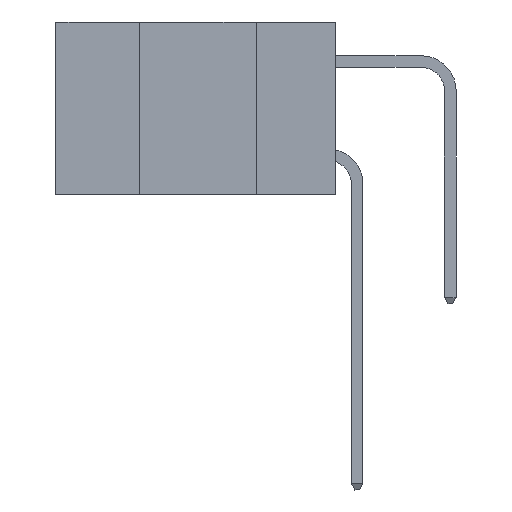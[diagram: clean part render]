
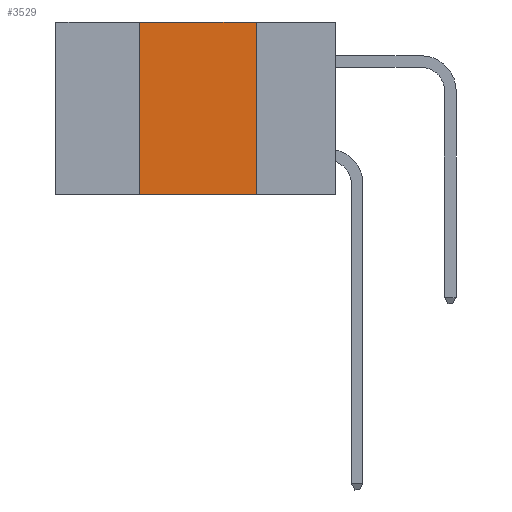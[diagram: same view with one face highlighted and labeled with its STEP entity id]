
A CAD part, left-side view. The second image highlights one B-rep face of the part: STEP entity #3529.
In plain terms, the highlighted planar face has unit normal (-1, 0, 0).
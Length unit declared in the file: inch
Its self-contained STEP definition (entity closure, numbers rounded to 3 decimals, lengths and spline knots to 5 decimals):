
#436 = LINE ( 'NONE', #13961, #7622 ) ;
#1101 = DIRECTION ( 'NONE',  ( 1., 0., 0. ) ) ;
#1229 = CARTESIAN_POINT ( 'NONE',  ( 0., 0.42, -0.37 ) ) ;
#2743 = DIRECTION ( 'NONE',  ( 0., 0., -1. ) ) ;
#2988 = AXIS2_PLACEMENT_3D ( 'NONE', #16392, #1101, #2743 ) ;
#3529 = ADVANCED_FACE ( 'NONE', ( #10631 ), #18297, .F. ) ;
#3579 = EDGE_LOOP ( 'NONE', ( #4357, #8249, #5013, #19943 ) ) ;
#4357 = ORIENTED_EDGE ( 'NONE', *, *, #7665, .F. ) ;
#4679 = EDGE_CURVE ( 'NONE', #16173, #8789, #5800, .T. ) ;
#5013 = ORIENTED_EDGE ( 'NONE', *, *, #4679, .F. ) ;
#5056 = CARTESIAN_POINT ( 'NONE',  ( 0., 0.17, 0. ) ) ;
#5264 = VECTOR ( 'NONE', #11439, 39.37008 ) ;
#5800 = LINE ( 'NONE', #18985, #5264 ) ;
#6153 = VERTEX_POINT ( 'NONE', #6415 ) ;
#6415 = CARTESIAN_POINT ( 'NONE',  ( 0., 0.17, -0.37 ) ) ;
#7596 = EDGE_CURVE ( 'NONE', #8789, #22744, #24317, .T. ) ;
#7622 = VECTOR ( 'NONE', #12064, 39.37008 ) ;
#7665 = EDGE_CURVE ( 'NONE', #22744, #6153, #436, .T. ) ;
#8249 = ORIENTED_EDGE ( 'NONE', *, *, #7596, .F. ) ;
#8573 = LINE ( 'NONE', #14457, #17789 ) ;
#8789 = VERTEX_POINT ( 'NONE', #18778 ) ;
#10631 = FACE_OUTER_BOUND ( 'NONE', #3579, .T. ) ;
#11439 = DIRECTION ( 'NONE',  ( 0., 0., 1. ) ) ;
#12064 = DIRECTION ( 'NONE',  ( 0., 0., -1. ) ) ;
#13003 = DIRECTION ( 'NONE',  ( 0., -1., 0. ) ) ;
#13961 = CARTESIAN_POINT ( 'NONE',  ( 0., 0.17, 0. ) ) ;
#14457 = CARTESIAN_POINT ( 'NONE',  ( 0., 0.6, -0.37 ) ) ;
#15226 = VECTOR ( 'NONE', #13003, 39.37008 ) ;
#16173 = VERTEX_POINT ( 'NONE', #1229 ) ;
#16392 = CARTESIAN_POINT ( 'NONE',  ( 0., 0.6, 0. ) ) ;
#17789 = VECTOR ( 'NONE', #18355, 39.37008 ) ;
#18297 = PLANE ( 'NONE',  #2988 ) ;
#18355 = DIRECTION ( 'NONE',  ( 0., -1., 0. ) ) ;
#18778 = CARTESIAN_POINT ( 'NONE',  ( 0., 0.42, 0. ) ) ;
#18985 = CARTESIAN_POINT ( 'NONE',  ( 0., 0.42, 0. ) ) ;
#19943 = ORIENTED_EDGE ( 'NONE', *, *, #21525, .T. ) ;
#21525 = EDGE_CURVE ( 'NONE', #16173, #6153, #8573, .T. ) ;
#22744 = VERTEX_POINT ( 'NONE', #5056 ) ;
#23037 = CARTESIAN_POINT ( 'NONE',  ( 0., 0.6, 0. ) ) ;
#24317 = LINE ( 'NONE', #23037, #15226 ) ;
